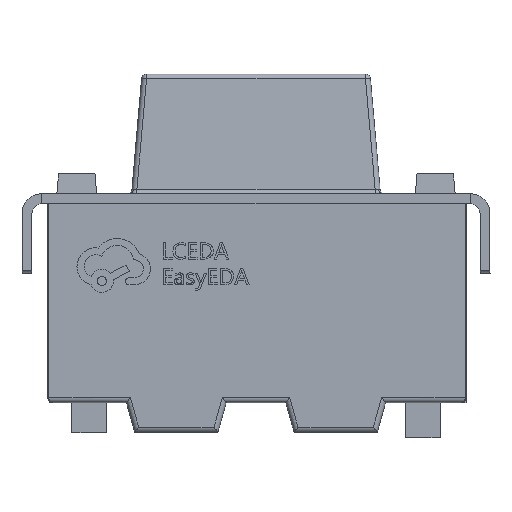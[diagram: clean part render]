
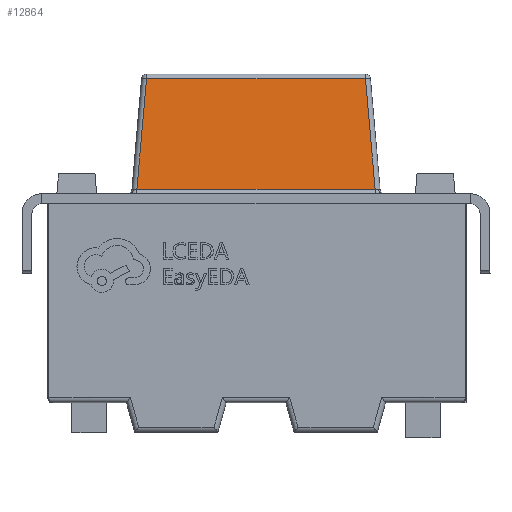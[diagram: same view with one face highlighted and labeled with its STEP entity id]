
A CAD part, top view. The second image highlights one B-rep face of the part: STEP entity #12864.
In plain terms, the highlighted planar face has unit normal (0, 0.087, 0.996).
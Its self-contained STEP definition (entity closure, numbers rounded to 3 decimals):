
#1184 = CYLINDRICAL_SURFACE('',#1185,0.05);
#1185 = AXIS2_PLACEMENT_3D('',#1186,#1187,#1188);
#1186 = CARTESIAN_POINT('',(-1.182,1.441,
    1.231));
#1187 = DIRECTION('',(-0.087,-0.992,
    0.087));
#1188 = DIRECTION('',(0.,0.087,
    0.996));
#1623 = VERTEX_POINT('',#1624);
#1624 = CARTESIAN_POINT('',(1.196,1.279,1.296)
  );
#1674 = CYLINDRICAL_SURFACE('',#1675,0.05);
#1675 = AXIS2_PLACEMENT_3D('',#1676,#1677,#1678);
#1676 = CARTESIAN_POINT('',(1.25,1.284,1.346)
  );
#1677 = DIRECTION('',(1.,0.,0.));
#1678 = DIRECTION('',(0.,0.,-1.));
#1725 = CYLINDRICAL_SURFACE('',#1726,0.05);
#1726 = AXIS2_PLACEMENT_3D('',#1727,#1728,#1729);
#1727 = CARTESIAN_POINT('',(1.201,1.225,1.25
    ));
#1728 = DIRECTION('',(0.087,-0.992,
    0.087));
#1729 = DIRECTION('',(0.996,0.087,
    0.));
#12864 = ADVANCED_FACE('',(#12865),#12879,.T.);
#12865 = FACE_BOUND('',#12866,.T.);
#12866 = EDGE_LOOP('',(#12867,#12902,#12925,#12946));
#12867 = ORIENTED_EDGE('',*,*,#12868,.T.);
#12868 = EDGE_CURVE('',#12869,#12871,#12873,.T.);
#12869 = VERTEX_POINT('',#12870);
#12870 = CARTESIAN_POINT('',(1.099,2.388,1.199)
  );
#12871 = VERTEX_POINT('',#12872);
#12872 = CARTESIAN_POINT('',(-1.099,2.388,1.199
    ));
#12873 = SURFACE_CURVE('',#12874,(#12878,#12890),.PCURVE_S1.);
#12874 = LINE('',#12875,#12876);
#12875 = CARTESIAN_POINT('',(-1.145,2.388,1.199
    ));
#12876 = VECTOR('',#12877,1.);
#12877 = DIRECTION('',(-1.,0.,0.));
#12878 = PCURVE('',#12879,#12884);
#12879 = PLANE('',#12880);
#12880 = AXIS2_PLACEMENT_3D('',#12881,#12882,#12883);
#12881 = CARTESIAN_POINT('',(1.25,1.234,1.3
    ));
#12882 = DIRECTION('',(0.,0.087,
    0.996));
#12883 = DIRECTION('',(0.,0.996,
    -0.087));
#12884 = DEFINITIONAL_REPRESENTATION('',(#12885),#12889);
#12885 = LINE('',#12886,#12887);
#12886 = CARTESIAN_POINT('',(1.159,2.395));
#12887 = VECTOR('',#12888,1.);
#12888 = DIRECTION('',(0.,1.));
#12889 = ( GEOMETRIC_REPRESENTATION_CONTEXT(2) 
PARAMETRIC_REPRESENTATION_CONTEXT() REPRESENTATION_CONTEXT('2D SPACE',''
  ) );
#12890 = PCURVE('',#12891,#12896);
#12891 = CYLINDRICAL_SURFACE('',#12892,0.05);
#12892 = AXIS2_PLACEMENT_3D('',#12893,#12894,#12895);
#12893 = CARTESIAN_POINT('',(2.35,2.384,1.149));
#12894 = DIRECTION('',(1.,0.,0.));
#12895 = DIRECTION('',(0.,0.,-1.));
#12896 = DEFINITIONAL_REPRESENTATION('',(#12897),#12901);
#12897 = LINE('',#12898,#12899);
#12898 = CARTESIAN_POINT('',(3.054,-3.495));
#12899 = VECTOR('',#12900,1.);
#12900 = DIRECTION('',(0.,-1.));
#12901 = ( GEOMETRIC_REPRESENTATION_CONTEXT(2) 
PARAMETRIC_REPRESENTATION_CONTEXT() REPRESENTATION_CONTEXT('2D SPACE',''
  ) );
#12902 = ORIENTED_EDGE('',*,*,#12903,.T.);
#12903 = EDGE_CURVE('',#12871,#12904,#12906,.T.);
#12904 = VERTEX_POINT('',#12905);
#12905 = CARTESIAN_POINT('',(-1.196,1.279,
    1.296));
#12906 = SURFACE_CURVE('',#12907,(#12911,#12918),.PCURVE_S1.);
#12907 = LINE('',#12908,#12909);
#12908 = CARTESIAN_POINT('',(-1.182,1.445,1.281
    ));
#12909 = VECTOR('',#12910,1.);
#12910 = DIRECTION('',(-0.087,-0.992,
    0.087));
#12911 = PCURVE('',#12879,#12912);
#12912 = DEFINITIONAL_REPRESENTATION('',(#12913),#12917);
#12913 = LINE('',#12914,#12915);
#12914 = CARTESIAN_POINT('',(0.212,2.432));
#12915 = VECTOR('',#12916,1.);
#12916 = DIRECTION('',(-0.996,0.087));
#12917 = ( GEOMETRIC_REPRESENTATION_CONTEXT(2) 
PARAMETRIC_REPRESENTATION_CONTEXT() REPRESENTATION_CONTEXT('2D SPACE',''
  ) );
#12918 = PCURVE('',#1184,#12919);
#12919 = DEFINITIONAL_REPRESENTATION('',(#12920),#12924);
#12920 = LINE('',#12921,#12922);
#12921 = CARTESIAN_POINT('',(0.,0.));
#12922 = VECTOR('',#12923,1.);
#12923 = DIRECTION('',(0.,1.));
#12924 = ( GEOMETRIC_REPRESENTATION_CONTEXT(2) 
PARAMETRIC_REPRESENTATION_CONTEXT() REPRESENTATION_CONTEXT('2D SPACE',''
  ) );
#12925 = ORIENTED_EDGE('',*,*,#12926,.T.);
#12926 = EDGE_CURVE('',#12904,#1623,#12927,.T.);
#12927 = SURFACE_CURVE('',#12928,(#12932,#12939),.PCURVE_S1.);
#12928 = LINE('',#12929,#12930);
#12929 = CARTESIAN_POINT('',(1.25,1.279,1.296)
  );
#12930 = VECTOR('',#12931,1.);
#12931 = DIRECTION('',(1.,0.,0.));
#12932 = PCURVE('',#12879,#12933);
#12933 = DEFINITIONAL_REPRESENTATION('',(#12934),#12938);
#12934 = LINE('',#12935,#12936);
#12935 = CARTESIAN_POINT('',(0.046,0.));
#12936 = VECTOR('',#12937,1.);
#12937 = DIRECTION('',(0.,-1.));
#12938 = ( GEOMETRIC_REPRESENTATION_CONTEXT(2) 
PARAMETRIC_REPRESENTATION_CONTEXT() REPRESENTATION_CONTEXT('2D SPACE',''
  ) );
#12939 = PCURVE('',#1674,#12940);
#12940 = DEFINITIONAL_REPRESENTATION('',(#12941),#12945);
#12941 = LINE('',#12942,#12943);
#12942 = CARTESIAN_POINT('',(6.196,0.));
#12943 = VECTOR('',#12944,1.);
#12944 = DIRECTION('',(0.,1.));
#12945 = ( GEOMETRIC_REPRESENTATION_CONTEXT(2) 
PARAMETRIC_REPRESENTATION_CONTEXT() REPRESENTATION_CONTEXT('2D SPACE',''
  ) );
#12946 = ORIENTED_EDGE('',*,*,#12947,.T.);
#12947 = EDGE_CURVE('',#1623,#12869,#12948,.T.);
#12948 = SURFACE_CURVE('',#12949,(#12953,#12960),.PCURVE_S1.);
#12949 = LINE('',#12950,#12951);
#12950 = CARTESIAN_POINT('',(1.201,1.23,1.3
    ));
#12951 = VECTOR('',#12952,1.);
#12952 = DIRECTION('',(-0.087,0.992,
    -0.087));
#12953 = PCURVE('',#12879,#12954);
#12954 = DEFINITIONAL_REPRESENTATION('',(#12955),#12959);
#12955 = LINE('',#12956,#12957);
#12956 = CARTESIAN_POINT('',(-0.004,0.049));
#12957 = VECTOR('',#12958,1.);
#12958 = DIRECTION('',(0.996,0.087));
#12959 = ( GEOMETRIC_REPRESENTATION_CONTEXT(2) 
PARAMETRIC_REPRESENTATION_CONTEXT() REPRESENTATION_CONTEXT('2D SPACE',''
  ) );
#12960 = PCURVE('',#1725,#12961);
#12961 = DEFINITIONAL_REPRESENTATION('',(#12962),#12966);
#12962 = LINE('',#12963,#12964);
#12963 = CARTESIAN_POINT('',(1.563,0.));
#12964 = VECTOR('',#12965,1.);
#12965 = DIRECTION('',(0.,-1.));
#12966 = ( GEOMETRIC_REPRESENTATION_CONTEXT(2) 
PARAMETRIC_REPRESENTATION_CONTEXT() REPRESENTATION_CONTEXT('2D SPACE',''
  ) );
